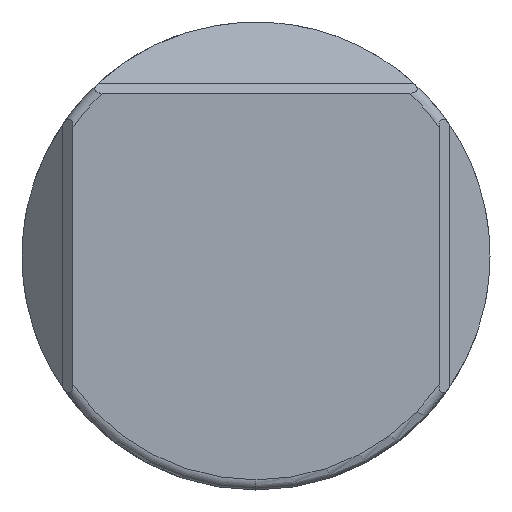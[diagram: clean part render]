
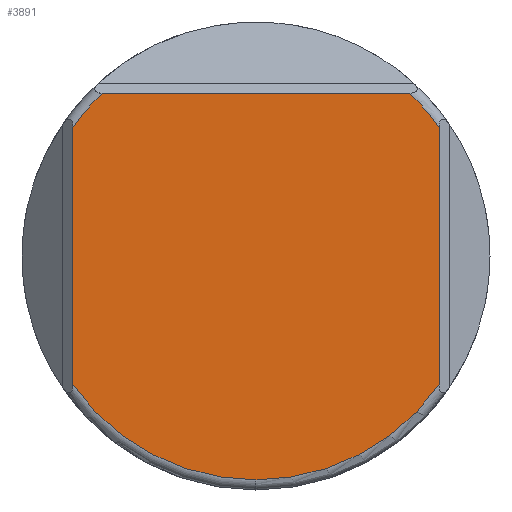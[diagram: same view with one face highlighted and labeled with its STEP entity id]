
A CAD part, left-side view. The second image highlights one B-rep face of the part: STEP entity #3891.
In plain terms, the highlighted planar face has unit normal (-1, 0, 0).
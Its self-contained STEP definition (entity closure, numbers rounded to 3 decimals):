
#1213 = EDGE_CURVE ( 'NONE', #5328, #26323, #11026, .T. ) ;
#1601 = DIRECTION ( 'NONE',  ( 0., 0., -1. ) ) ;
#2126 = DIRECTION ( 'NONE',  ( 0., 1., 0. ) ) ;
#2546 = CIRCLE ( 'NONE', #13411, 11. ) ;
#2672 = CARTESIAN_POINT ( 'NONE',  ( -32.854, 0.072, 30.128 ) ) ;
#2786 = DIRECTION ( 'NONE',  ( 0., 0., -1. ) ) ;
#3064 = ORIENTED_EDGE ( 'NONE', *, *, #4250, .T. ) ;
#3118 = AXIS2_PLACEMENT_3D ( 'NONE', #5795, #16733, #27846 ) ;
#3250 = ORIENTED_EDGE ( 'NONE', *, *, #4696, .T. ) ;
#3891 = ADVANCED_FACE ( 'NONE', ( #5080 ), #15319, .F. ) ;
#4250 = EDGE_CURVE ( 'NONE', #13578, #12834, #4857, .T. ) ;
#4696 = EDGE_CURVE ( 'NONE', #26323, #19700, #31750, .T. ) ;
#4857 = CIRCLE ( 'NONE', #6576, 11. ) ;
#5080 = FACE_OUTER_BOUND ( 'NONE', #27955, .T. ) ;
#5328 = VERTEX_POINT ( 'NONE', #6235 ) ;
#5795 = CARTESIAN_POINT ( 'NONE',  ( -32.854, 0.072, 30.128 ) ) ;
#5873 = CARTESIAN_POINT ( 'NONE',  ( -32.854, 0.072, 19.128 ) ) ;
#6235 = CARTESIAN_POINT ( 'NONE',  ( -32.854, 9.072, 36.453 ) ) ;
#6576 = AXIS2_PLACEMENT_3D ( 'NONE', #6644, #25821, #31905 ) ;
#6644 = CARTESIAN_POINT ( 'NONE',  ( -32.854, 0.072, 30.128 ) ) ;
#6958 = EDGE_CURVE ( 'NONE', #10320, #13578, #15473, .T. ) ;
#7434 = DIRECTION ( 'NONE',  ( 1., 0., 0. ) ) ;
#7762 = DIRECTION ( 'NONE',  ( 0., 0., 1. ) ) ;
#8025 = CARTESIAN_POINT ( 'NONE',  ( -32.854, 0.072, 38.128 ) ) ;
#8193 = LINE ( 'NONE', #8025, #30804 ) ;
#10320 = VERTEX_POINT ( 'NONE', #32334 ) ;
#11026 = LINE ( 'NONE', #27345, #29423 ) ;
#11688 = AXIS2_PLACEMENT_3D ( 'NONE', #32337, #7434, #31619 ) ;
#12527 = CARTESIAN_POINT ( 'NONE',  ( -32.854, 7.621, 38.128 ) ) ;
#12834 = VERTEX_POINT ( 'NONE', #19255 ) ;
#13071 = DIRECTION ( 'NONE',  ( 0., 0., -1. ) ) ;
#13411 = AXIS2_PLACEMENT_3D ( 'NONE', #26155, #30991, #1601 ) ;
#13440 = CIRCLE ( 'NONE', #3118, 11. ) ;
#13578 = VERTEX_POINT ( 'NONE', #15564 ) ;
#15319 = PLANE ( 'NONE',  #11688 ) ;
#15473 = LINE ( 'NONE', #29271, #18927 ) ;
#15564 = CARTESIAN_POINT ( 'NONE',  ( -32.854, -8.928, 36.453 ) ) ;
#16295 = AXIS2_PLACEMENT_3D ( 'NONE', #2672, #29387, #13071 ) ;
#16733 = DIRECTION ( 'NONE',  ( -1., 0., 0. ) ) ;
#18133 = EDGE_CURVE ( 'NONE', #12834, #31933, #8193, .T. ) ;
#18927 = VECTOR ( 'NONE', #7762, 1000. ) ;
#19000 = ORIENTED_EDGE ( 'NONE', *, *, #6958, .T. ) ;
#19255 = CARTESIAN_POINT ( 'NONE',  ( -32.854, -7.478, 38.128 ) ) ;
#19700 = VERTEX_POINT ( 'NONE', #5873 ) ;
#20337 = ORIENTED_EDGE ( 'NONE', *, *, #27370, .T. ) ;
#23823 = CARTESIAN_POINT ( 'NONE',  ( -32.854, 9.072, 23.804 ) ) ;
#25821 = DIRECTION ( 'NONE',  ( -1., 0., 0. ) ) ;
#26155 = CARTESIAN_POINT ( 'NONE',  ( -32.854, 0.072, 30.128 ) ) ;
#26243 = EDGE_CURVE ( 'NONE', #31933, #5328, #2546, .T. ) ;
#26323 = VERTEX_POINT ( 'NONE', #23823 ) ;
#27345 = CARTESIAN_POINT ( 'NONE',  ( -32.854, 9.072, 30.128 ) ) ;
#27370 = EDGE_CURVE ( 'NONE', #19700, #10320, #13440, .T. ) ;
#27846 = DIRECTION ( 'NONE',  ( 0., 0., -1. ) ) ;
#27955 = EDGE_LOOP ( 'NONE', ( #33419, #3250, #20337, #19000, #3064, #32876, #33149 ) ) ;
#29271 = CARTESIAN_POINT ( 'NONE',  ( -32.854, -8.928, 30.128 ) ) ;
#29387 = DIRECTION ( 'NONE',  ( -1., 0., 0. ) ) ;
#29423 = VECTOR ( 'NONE', #2786, 1000. ) ;
#30804 = VECTOR ( 'NONE', #2126, 1000. ) ;
#30991 = DIRECTION ( 'NONE',  ( -1., 0., 0. ) ) ;
#31619 = DIRECTION ( 'NONE',  ( 0., 1., 0. ) ) ;
#31750 = CIRCLE ( 'NONE', #16295, 11. ) ;
#31905 = DIRECTION ( 'NONE',  ( 0., 0., -1. ) ) ;
#31933 = VERTEX_POINT ( 'NONE', #12527 ) ;
#32334 = CARTESIAN_POINT ( 'NONE',  ( -32.854, -8.928, 23.804 ) ) ;
#32337 = CARTESIAN_POINT ( 'NONE',  ( -32.854, 0.072, 30.128 ) ) ;
#32876 = ORIENTED_EDGE ( 'NONE', *, *, #18133, .T. ) ;
#33149 = ORIENTED_EDGE ( 'NONE', *, *, #26243, .T. ) ;
#33419 = ORIENTED_EDGE ( 'NONE', *, *, #1213, .T. ) ;
